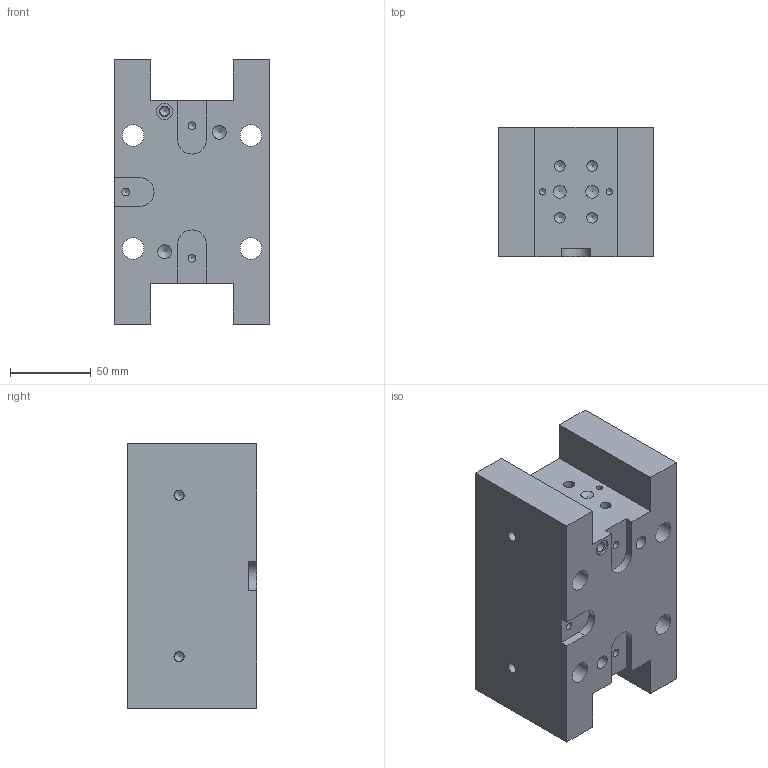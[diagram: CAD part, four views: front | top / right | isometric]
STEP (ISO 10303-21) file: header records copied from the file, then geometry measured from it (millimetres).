
FILE_DESCRIPTION(/* description */ ('TURNING TOOL HOLDER TWIN 1.00" BMT65'),/* implementation_level */ '2;1');
FILE_NAME(/* name */ 'BMT65OD-1T-PARLEC.stp',/* time_stamp */ '2021-11-18T13:31:22-05:00',/* author */ ('dalloco'),/* organization */ (''),/* preprocessor_version */ 'ST-DEVELOPER v16.13',/* originating_system */ 'Autodesk Inventor 2018',/* authorisation */ '');
FILE_SCHEMA (('AUTOMOTIVE_DESIGN { 1 0 10303 214 3 1 1 }'));
Length unit declared in the file: inch
Products named in the file (1): BMT65OD-1T-PARLEC
Bounding box: 96 x 80 x 164 mm (x, y, z)
Volume: 957545.7 mm3; surface area: 108035.5 mm2
Topology: 1 solids, 1 shells, 865 faces, 2353 edges, 1558 vertices
Faces by surface type: plane 583, bspline 182, cylinder 55, cone 45
Full cylindrical faces by diameter (mm): 3.962 x4, 4.928 x7, 5.944 x10, 6.248 x4, 6.655 x8, 8.611 x2, 10.16 x1, 12.827 x4, 13.487 x4, 19.863 x4
Entity records: 27972 total; most frequent: CARTESIAN_POINT 7890, ORIENTED_EDGE 4406, DIRECTION 3321, EDGE_CURVE 2203, LINE 1689, VECTOR 1689, VERTEX_POINT 1500, EDGE_LOOP 1053
